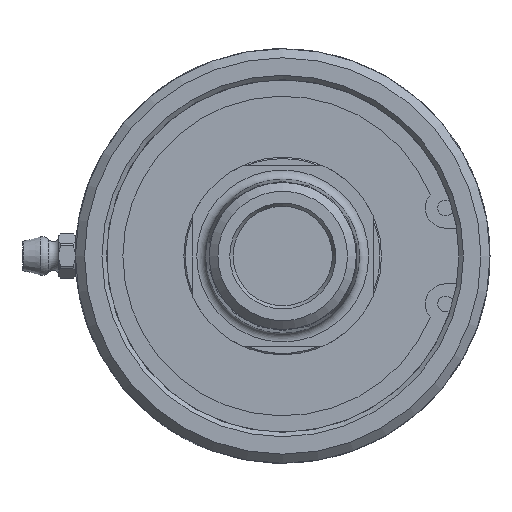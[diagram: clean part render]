
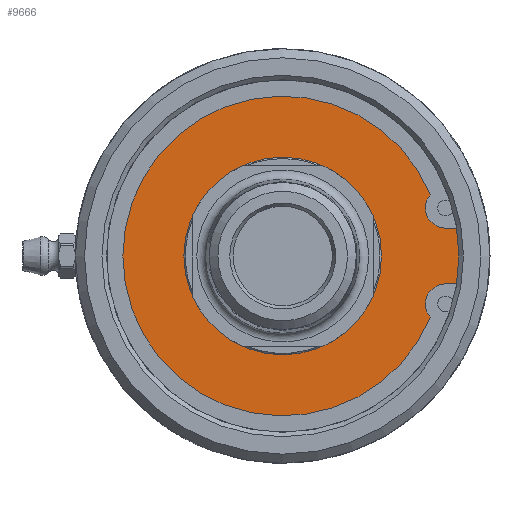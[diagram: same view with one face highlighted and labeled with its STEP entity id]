
A CAD part, left-side view. The second image highlights one B-rep face of the part: STEP entity #9666.
In plain terms, the highlighted planar face has unit normal (-1, 0, 0).
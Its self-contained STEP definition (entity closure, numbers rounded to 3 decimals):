
#374=PLANE('',#10506);
#557=FACE_BOUND('',#1819,.T.);
#1235=FACE_OUTER_BOUND('',#1818,.T.);
#1818=EDGE_LOOP('',(#7131,#7132,#7133,#7134,#7135,#7136));
#1819=EDGE_LOOP('',(#7137,#7138));
#2420=CIRCLE('',#10363,17.4);
#2421=CIRCLE('',#10364,17.4);
#2436=CIRCLE('',#10387,3.556);
#2438=CIRCLE('',#10390,28.142);
#2440=CIRCLE('',#10393,3.556);
#2504=CIRCLE('',#10504,33.45);
#2816=LINE('',#16143,#3294);
#2821=LINE('',#16157,#3299);
#3294=VECTOR('',#11601,10.);
#3299=VECTOR('',#11608,10.);
#3985=VERTEX_POINT('',#16057);
#3986=VERTEX_POINT('',#16058);
#4004=VERTEX_POINT('',#16140);
#4005=VERTEX_POINT('',#16142);
#4009=VERTEX_POINT('',#16154);
#4010=VERTEX_POINT('',#16156);
#4011=VERTEX_POINT('',#16160);
#4013=VERTEX_POINT('',#16166);
#5059=EDGE_CURVE('',#3985,#3986,#2420,.T.);
#5060=EDGE_CURVE('',#3986,#3985,#2421,.T.);
#5086=EDGE_CURVE('',#4005,#4004,#2816,.T.);
#5092=EDGE_CURVE('',#4010,#4009,#2821,.T.);
#5094=EDGE_CURVE('',#4009,#4011,#2436,.T.);
#5097=EDGE_CURVE('',#4011,#4013,#2438,.T.);
#5100=EDGE_CURVE('',#4013,#4005,#2440,.T.);
#5231=EDGE_CURVE('',#4004,#4010,#2504,.T.);
#7131=ORIENTED_EDGE('',*,*,#5092,.T.);
#7132=ORIENTED_EDGE('',*,*,#5094,.T.);
#7133=ORIENTED_EDGE('',*,*,#5097,.T.);
#7134=ORIENTED_EDGE('',*,*,#5100,.T.);
#7135=ORIENTED_EDGE('',*,*,#5086,.T.);
#7136=ORIENTED_EDGE('',*,*,#5231,.T.);
#7137=ORIENTED_EDGE('',*,*,#5059,.T.);
#7138=ORIENTED_EDGE('',*,*,#5060,.T.);
#9666=ADVANCED_FACE('',(#1235,#557),#374,.F.);
#10363=AXIS2_PLACEMENT_3D('',#16059,#11553,#11554);
#10364=AXIS2_PLACEMENT_3D('',#16060,#11555,#11556);
#10387=AXIS2_PLACEMENT_3D('',#16161,#11612,#11613);
#10390=AXIS2_PLACEMENT_3D('',#16167,#11619,#11620);
#10393=AXIS2_PLACEMENT_3D('',#16172,#11626,#11627);
#10504=AXIS2_PLACEMENT_3D('',#16549,#11878,#11879);
#10506=AXIS2_PLACEMENT_3D('',#16551,#11882,#11883);
#11553=DIRECTION('center_axis',(1.,0.,0.));
#11554=DIRECTION('ref_axis',(0.,0.,
-1.));
#11555=DIRECTION('center_axis',(1.,0.,0.));
#11556=DIRECTION('ref_axis',(0.,0.,
-1.));
#11601=DIRECTION('',(0.,-1.,0.));
#11608=DIRECTION('',(0.,1.,0.));
#11612=DIRECTION('center_axis',(1.,0.,0.));
#11613=DIRECTION('ref_axis',(0.,0.754,0.657));
#11619=DIRECTION('center_axis',(-1.,0.,0.));
#11620=DIRECTION('ref_axis',(0.,0.924,-0.384));
#11626=DIRECTION('center_axis',(1.,0.,0.));
#11627=DIRECTION('ref_axis',(0.,0.,
1.));
#11878=DIRECTION('center_axis',(-1.,0.,0.));
#11879=DIRECTION('ref_axis',(0.,1.,0.));
#11882=DIRECTION('center_axis',(1.,0.,0.));
#11883=DIRECTION('ref_axis',(0.,0.,-1.));
#16057=CARTESIAN_POINT('',(5.98,0.,-17.4));
#16058=CARTESIAN_POINT('',(5.98,0.,17.4));
#16059=CARTESIAN_POINT('Origin',(5.98,0.,0.));
#16060=CARTESIAN_POINT('Origin',(5.98,0.,0.));
#16140=CARTESIAN_POINT('',(5.98,-33.089,-4.902));
#16142=CARTESIAN_POINT('',(5.98,-28.672,-4.902));
#16143=CARTESIAN_POINT('',(5.98,-4.426,-4.902));
#16154=CARTESIAN_POINT('',(5.98,-28.672,4.902));
#16156=CARTESIAN_POINT('',(5.98,-33.089,4.902));
#16157=CARTESIAN_POINT('',(5.98,-2.217,4.902));
#16160=CARTESIAN_POINT('',(5.98,-25.99,10.793));
#16161=CARTESIAN_POINT('Origin',(5.98,-28.672,8.458));
#16166=CARTESIAN_POINT('',(5.98,-25.99,-10.793));
#16167=CARTESIAN_POINT('Origin',(5.98,0.,0.));
#16172=CARTESIAN_POINT('Origin',(5.98,-28.672,-8.458));
#16549=CARTESIAN_POINT('Origin',(5.98,0.,0.));
#16551=CARTESIAN_POINT('Origin',(5.98,24.238,0.));
